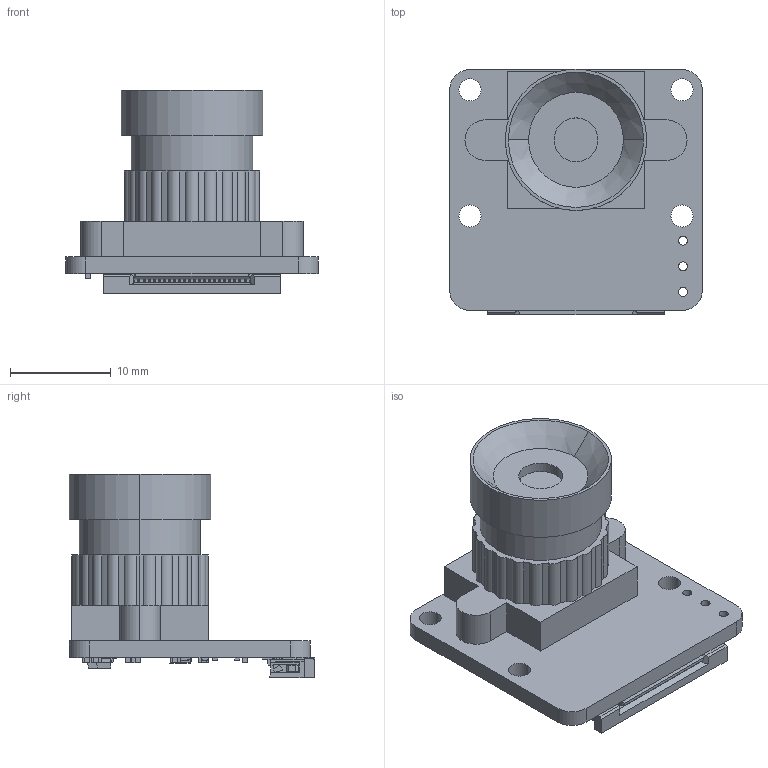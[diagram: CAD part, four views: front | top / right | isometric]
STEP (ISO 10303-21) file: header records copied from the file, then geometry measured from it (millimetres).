
FILE_DESCRIPTION (( 'STEP AP214' ), '1' );
FILE_NAME ('UC-760.STEP', '2023-06-13T05:14:13', ( '' ), ( '' ), 'SwSTEP 2.0', 'SolidWorks 2021', '' );
FILE_SCHEMA (( 'AUTOMOTIVE_DESIGN' ));
Length unit declared in the file: millimetre
Products named in the file (1): UC-760
Bounding box: 25 x 24.3 x 20.16 mm (x, y, z)
Volume: 3457.3 mm3; surface area: 3534 mm2
Topology: 71 solids, 71 shells, 1797 faces, 4749 edges, 3066 vertices
Faces by surface type: plane 1516, cylinder 259, bspline 16, sphere 4, cone 2
Entity records: 74264 total; most frequent: CARTESIAN_POINT 9879, ORIENTED_EDGE 9466, DIRECTION 8803, EDGE_CURVE 4733, LINE 4199, VECTOR 4199, VERTEX_POINT 3066, AXIS2_PLACEMENT_3D 2302
